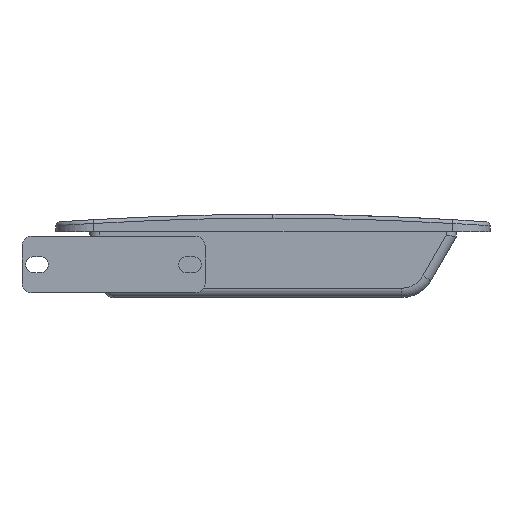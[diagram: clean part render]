
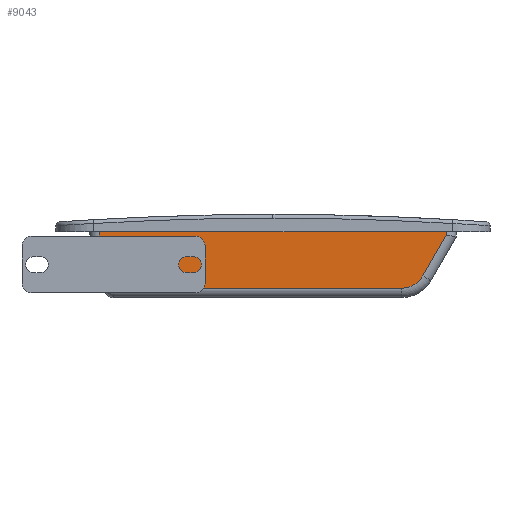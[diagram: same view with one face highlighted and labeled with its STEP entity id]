
A CAD part, front view. The second image highlights one B-rep face of the part: STEP entity #9043.
In plain terms, the highlighted planar face has unit normal (0, -1, 0).
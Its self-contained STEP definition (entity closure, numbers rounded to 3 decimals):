
#8429 = EDGE_CURVE ( 'NONE', #8430, #8431, #18425, .T. ) ;
#8430 = VERTEX_POINT ( 'NONE', #18419 ) ;
#8431 = VERTEX_POINT ( 'NONE', #18418 ) ;
#8819 = VERTEX_POINT ( 'NONE', #19680 ) ;
#8821 = EDGE_CURVE ( 'NONE', #8819, #8822, #19749, .T. ) ;
#8822 = VERTEX_POINT ( 'NONE', #19745 ) ;
#9026 = EDGE_CURVE ( 'NONE', #9052, #9054, #20162, .T. ) ;
#9027 = ORIENTED_EDGE ( 'NONE', *, *, #9028, .T. ) ;
#9028 = EDGE_CURVE ( 'NONE', #9054, #9029, #20221, .T. ) ;
#9029 = VERTEX_POINT ( 'NONE', #20217 ) ;
#9030 = ORIENTED_EDGE ( 'NONE', *, *, #9031, .T. ) ;
#9031 = EDGE_CURVE ( 'NONE', #9029, #9032, #20216, .T. ) ;
#9032 = VERTEX_POINT ( 'NONE', #20211 ) ;
#9033 = ORIENTED_EDGE ( 'NONE', *, *, #9034, .T. ) ;
#9034 = EDGE_CURVE ( 'NONE', #9032, #9035, #20210, .T. ) ;
#9035 = VERTEX_POINT ( 'NONE', #20206 ) ;
#9036 = ORIENTED_EDGE ( 'NONE', *, *, #9037, .T. ) ;
#9037 = EDGE_CURVE ( 'NONE', #9035, #8822, #20205, .T. ) ;
#9043 = ADVANCED_FACE ( 'NONE', ( #20254, #20253 ), #20252, .T. ) ;
#9044 = EDGE_LOOP ( 'NONE', ( #9045, #9046 ) ) ;
#9045 = ORIENTED_EDGE ( 'NONE', *, *, #8429, .F. ) ;
#9046 = ORIENTED_EDGE ( 'NONE', *, *, #9047, .F. ) ;
#9047 = EDGE_CURVE ( 'NONE', #8431, #8430, #20246, .T. ) ;
#9048 = EDGE_LOOP ( 'NONE', ( #9049, #9050, #9053, #9027, #9030, #9033, #9036 ) ) ;
#9049 = ORIENTED_EDGE ( 'NONE', *, *, #8821, .F. ) ;
#9050 = ORIENTED_EDGE ( 'NONE', *, *, #9051, .T. ) ;
#9051 = EDGE_CURVE ( 'NONE', #8819, #9052, #20242, .T. ) ;
#9052 = VERTEX_POINT ( 'NONE', #20238 ) ;
#9053 = ORIENTED_EDGE ( 'NONE', *, *, #9026, .T. ) ;
#9054 = VERTEX_POINT ( 'NONE', #20237 ) ;
#18418 = CARTESIAN_POINT ( 'NONE',  ( 0., -53., -8.05 ) ) ;
#18419 = CARTESIAN_POINT ( 'NONE',  ( 0., -53., 8.05 ) ) ;
#18420 = DIRECTION ( 'NONE',  ( 0., 0., -1. ) ) ;
#18421 = DIRECTION ( 'NONE',  ( 0., -1., 0. ) ) ;
#18422 = CARTESIAN_POINT ( 'NONE',  ( 0., -53., 0. ) ) ;
#18423 = AXIS2_PLACEMENT_3D ( 'NONE', #18422, #18421, #18420 ) ;
#18425 = CIRCLE ( 'NONE', #18423, 8.05 ) ;
#19680 = CARTESIAN_POINT ( 'NONE',  ( -21., -53., 17.5 ) ) ;
#19745 = CARTESIAN_POINT ( 'NONE',  ( 163., -53., 17.5 ) ) ;
#19746 = DIRECTION ( 'NONE',  ( 1., 0., 0. ) ) ;
#19747 = VECTOR ( 'NONE', #19746, 1000. ) ;
#19748 = CARTESIAN_POINT ( 'NONE',  ( 168., -53., 17.5 ) ) ;
#19749 = LINE ( 'NONE', #19748, #19747 ) ;
#20159 = DIRECTION ( 'NONE',  ( 0.259, 0., -0.966 ) ) ;
#20160 = VECTOR ( 'NONE', #20159, 1000. ) ;
#20161 = CARTESIAN_POINT ( 'NONE',  ( -13.589, -53., -12.5 ) ) ;
#20162 = LINE ( 'NONE', #20161, #20160 ) ;
#20202 = DIRECTION ( 'NONE',  ( 0., 0., 1. ) ) ;
#20203 = VECTOR ( 'NONE', #20202, 1000. ) ;
#20204 = CARTESIAN_POINT ( 'NONE',  ( 163., -53., 17.5 ) ) ;
#20205 = LINE ( 'NONE', #20204, #20203 ) ;
#20206 = CARTESIAN_POINT ( 'NONE',  ( 163., -53., 15.84 ) ) ;
#20207 = DIRECTION ( 'NONE',  ( 0.5, 0., 0.866 ) ) ;
#20208 = VECTOR ( 'NONE', #20207, 1000. ) ;
#20209 = CARTESIAN_POINT ( 'NONE',  ( 163.67, -53., 17. ) ) ;
#20210 = LINE ( 'NONE', #20209, #20208 ) ;
#20211 = CARTESIAN_POINT ( 'NONE',  ( 150.391, -53., -6. ) ) ;
#20212 = DIRECTION ( 'NONE',  ( 0., 0., -1. ) ) ;
#20213 = DIRECTION ( 'NONE',  ( 0., -1., 0. ) ) ;
#20214 = CARTESIAN_POINT ( 'NONE',  ( 139.132, -53., 0.5 ) ) ;
#20215 = AXIS2_PLACEMENT_3D ( 'NONE', #20214, #20213, #20212 ) ;
#20216 = CIRCLE ( 'NONE', #20215, 13. ) ;
#20217 = CARTESIAN_POINT ( 'NONE',  ( 139.132, -53., -12.5 ) ) ;
#20218 = DIRECTION ( 'NONE',  ( 1., 0., 0. ) ) ;
#20219 = VECTOR ( 'NONE', #20218, 1000. ) ;
#20220 = CARTESIAN_POINT ( 'NONE',  ( 139.132, -53., -12.5 ) ) ;
#20221 = LINE ( 'NONE', #20220, #20219 ) ;
#20237 = CARTESIAN_POINT ( 'NONE',  ( -13.589, -53., -12.5 ) ) ;
#20238 = CARTESIAN_POINT ( 'NONE',  ( -21., -53., 15.158 ) ) ;
#20239 = DIRECTION ( 'NONE',  ( 0., 0., -1. ) ) ;
#20240 = VECTOR ( 'NONE', #20239, 1000. ) ;
#20241 = CARTESIAN_POINT ( 'NONE',  ( -21., -53., 14.5 ) ) ;
#20242 = LINE ( 'NONE', #20241, #20240 ) ;
#20243 = DIRECTION ( 'NONE',  ( 0., 0., -1. ) ) ;
#20244 = DIRECTION ( 'NONE',  ( 0., -1., 0. ) ) ;
#20245 = AXIS2_PLACEMENT_3D ( 'NONE', #20250, #20244, #20243 ) ;
#20246 = CIRCLE ( 'NONE', #20245, 8.05 ) ;
#20247 = DIRECTION ( 'NONE',  ( 0., 0., -1. ) ) ;
#20248 = DIRECTION ( 'NONE',  ( 0., -1., 0. ) ) ;
#20249 = AXIS2_PLACEMENT_3D ( 'NONE', #20251, #20248, #20247 ) ;
#20250 = CARTESIAN_POINT ( 'NONE',  ( 0., -53., 0. ) ) ;
#20251 = CARTESIAN_POINT ( 'NONE',  ( -13.589, -53., -12.5 ) ) ;
#20252 = PLANE ( 'NONE',  #20249 ) ;
#20253 = FACE_OUTER_BOUND ( 'NONE', #9048, .T. ) ;
#20254 = FACE_BOUND ( 'NONE', #9044, .T. ) ;
